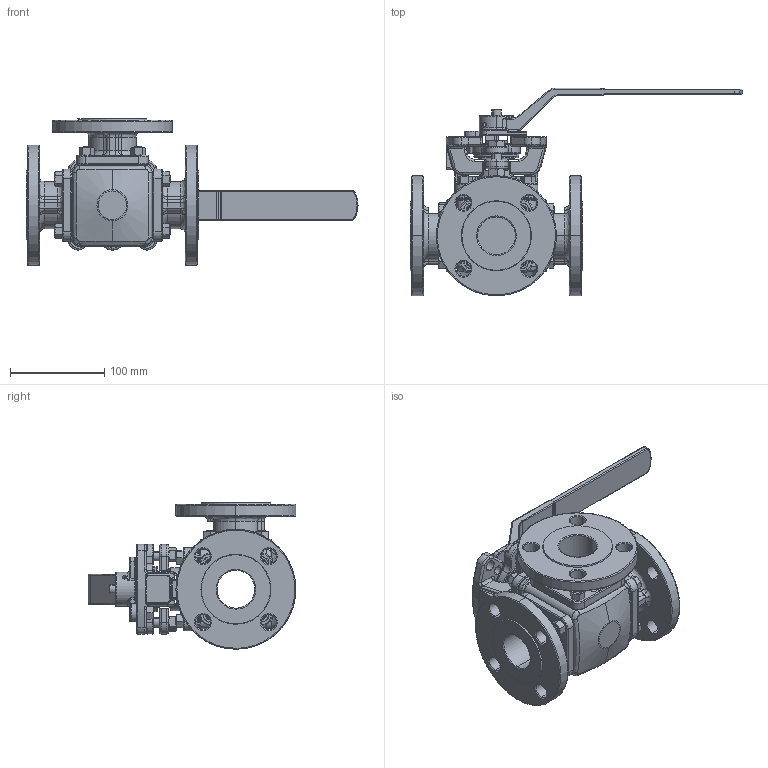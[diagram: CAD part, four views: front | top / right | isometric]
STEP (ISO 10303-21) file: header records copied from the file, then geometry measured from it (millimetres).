
FILE_DESCRIPTION (( 'STEP AP214' ), '1' );
FILE_NAME ('31-F1-0150-XXX.step', '2019-08-21T18:08:23', ( '' ), ( '' ), 'SwSTEP 2.0', 'SolidWorks 2019', '' );
FILE_SCHEMA (( 'AUTOMOTIVE_DESIGN' ));
Length unit declared in the file: inch
Products named in the file (2): 31-F1-0150-XXX
Bounding box: 351.5 x 219.96 x 155 mm (x, y, z)
Surface area: 249680.4 mm2 (no closed solid volume)
Topology: 0 solids, 53 shells, 1111 faces, 3007 edges, 1879 vertices
Faces by surface type: cylinder 368, bspline 336, plane 263, cone 144
Entity records: 62229 total; most frequent: CARTESIAN_POINT 22237, ORIENTED_EDGE 5200, DIRECTION 5158, EDGE_CURVE 2979, AXIS2_PLACEMENT_3D 2120, VERTEX_POINT 1879, CIRCLE 1343, EDGE_LOOP 1239
